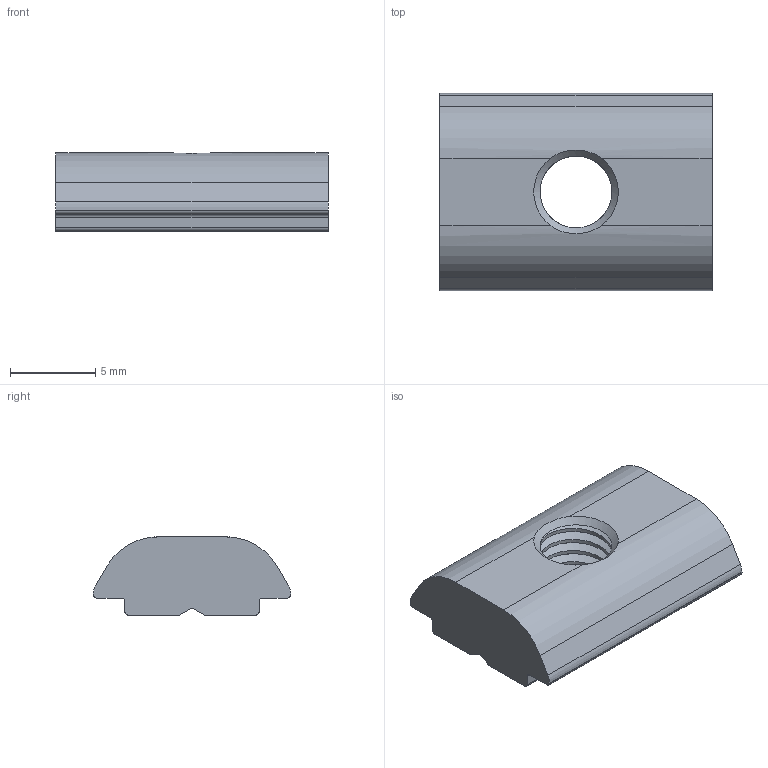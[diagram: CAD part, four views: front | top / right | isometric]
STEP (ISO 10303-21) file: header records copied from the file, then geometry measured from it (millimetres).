
FILE_DESCRIPTION(/* description */ (''),/* implementation_level */ '2;1');
FILE_NAME(/* name */ 'M5L-0 v1.step',/* time_stamp */ '2020-09-15T13:37:21-04:00',/* author */ (''),/* organization */ (''),/* preprocessor_version */ 'ST-DEVELOPER v18.1',/* originating_system */ 'Autodesk Translation Framework v9.3.0.1241',/* authorisation */ '');
FILE_SCHEMA (('AUTOMOTIVE_DESIGN { 1 0 10303 214 3 1 1 }'));
Length unit declared in the file: millimetre
Products named in the file (1): M5L-0
Bounding box: 16 x 11.6 x 4.6 mm (x, y, z)
Volume: 604.3 mm3; surface area: 615.3 mm2
Topology: 1 solids, 1 shells, 49 faces, 144 edges, 95 vertices
Faces by surface type: cylinder 24, plane 20, cone 3, bspline 2
Full cylindrical faces by diameter (mm): 4.234 x3, 5.12 x2
Entity records: 2574 total; most frequent: CARTESIAN_POINT 1251, ORIENTED_EDGE 288, DIRECTION 252, EDGE_CURVE 144, VERTEX_POINT 95, AXIS2_PLACEMENT_3D 92, LINE 68, VECTOR 68
